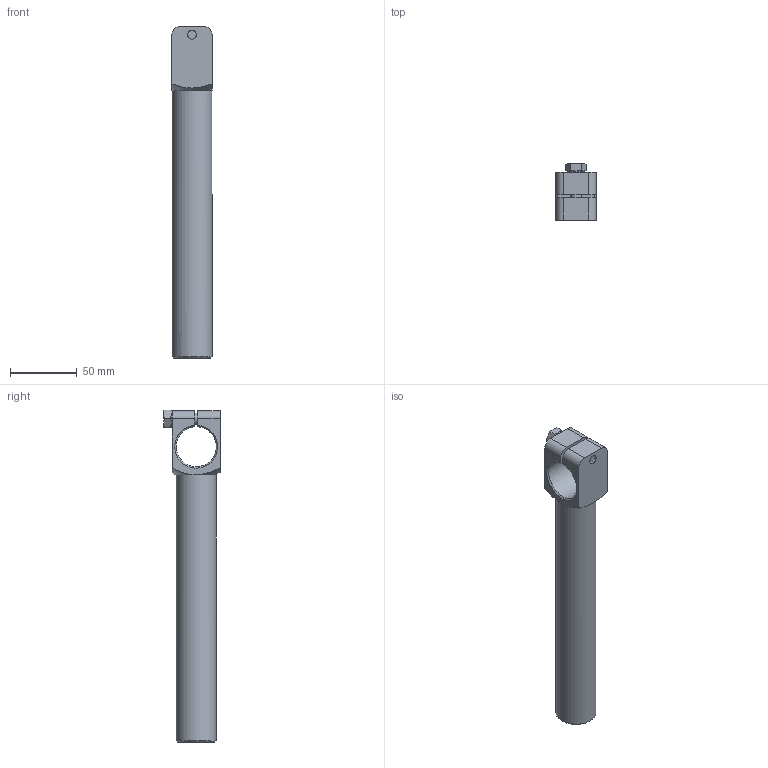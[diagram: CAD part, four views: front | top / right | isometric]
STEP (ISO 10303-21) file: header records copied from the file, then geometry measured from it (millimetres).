
FILE_DESCRIPTION((''),'2;1');
FILE_NAME('GR02.107.stp','2014-08-21T11:33:33',('HSchanz'),(''),'Autodesk Inventor 2012','Autodesk Inventor 2012','');
FILE_SCHEMA(('AUTOMOTIVE_DESIGN { 1 0 10303 214 1 1 1 1 }'));
Length unit declared in the file: millimetre
Products named in the file (4): GR02; Schnorr S8; DIN931-M8x35
Assembly tree (3 placements, depth 2):
  GR02
    GR02
    Schnorr S8
    DIN931-M8x35
Bounding box: 30 x 42.3 x 248.5 mm (x, y, z)
Volume: 83494 mm3; surface area: 45325 mm2
Topology: 3 solids, 3 shells, 55 faces, 125 edges, 77 vertices
Faces by surface type: plane 22, cone 21, cylinder 12
Full cylindrical faces by diameter (mm): 6.647 x1, 8 x1, 8.4 x1, 8.5 x1, 13 x1, 24 x1, 29.95 x1
Entity records: 1542 total; most frequent: CARTESIAN_POINT 312, DIRECTION 246, ORIENTED_EDGE 218, AXIS2_PLACEMENT_3D 109, EDGE_CURVE 109, EDGE_LOOP 74, VERTEX_POINT 73, FACE_OUTER_BOUND 55
